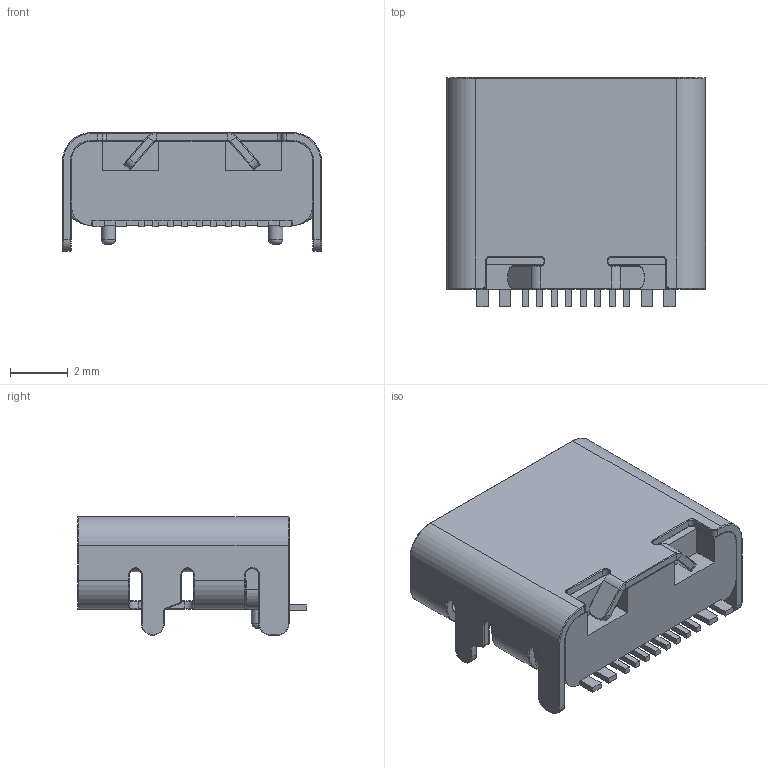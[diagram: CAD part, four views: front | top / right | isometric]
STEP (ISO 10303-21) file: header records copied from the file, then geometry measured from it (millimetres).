
FILE_DESCRIPTION (( 'STEP AP214' ), '1' );
FILE_NAME ('USB Type-C_A.STEP', '2018-12-08T00:28:54', ( '' ), ( '' ), 'SwSTEP 2.0', 'SolidWorks 2015', '' );
FILE_SCHEMA (( 'AUTOMOTIVE_DESIGN' ));
Length unit declared in the file: millimetre
Products named in the file (3): USB Type-C_A; LOGOԲ0.5
Assembly tree (2 placements, depth 2):
  USB Type-C_A
    USB Type-C_A
    LOGOԲ0.5
Bounding box: 8.94 x 7.9 x 4.1 mm (x, y, z)
Volume: 125.9 mm3; surface area: 383.1 mm2
Topology: 15 solids, 15 shells, 632 faces, 1488 edges, 902 vertices
Faces by surface type: plane 282, cylinder 195, torus 122, bspline 33
Entity records: 25372 total; most frequent: CARTESIAN_POINT 3560, DIRECTION 3172, ORIENTED_EDGE 2976, EDGE_CURVE 1488, AXIS2_PLACEMENT_3D 1146, VERTEX_POINT 902, VECTOR 880, LINE 880
